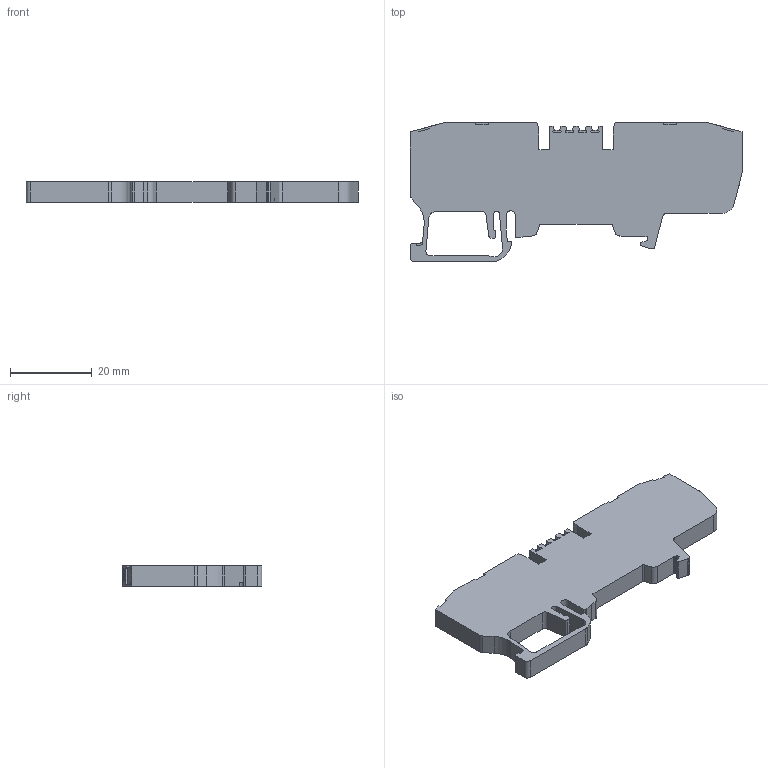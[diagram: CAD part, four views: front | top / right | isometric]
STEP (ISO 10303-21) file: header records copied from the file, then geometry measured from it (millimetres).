
FILE_DESCRIPTION (( 'STEP AP214' ), '1' );
FILE_NAME ('326100_YBK 2,5 C_Beige.STP', '2013-11-13T15:25:03', ( 'arge' ), ( 'Microsoft' ), 'SwSTEP 2.0', 'SolidWorks 2013', '' );
FILE_SCHEMA (( 'AUTOMOTIVE_DESIGN' ));
Length unit declared in the file: millimetre
Products named in the file (1): 326100_YBK 2,5 C_Beige
Bounding box: 81.4 x 34.2 x 5 mm (x, y, z)
Volume: 9616.7 mm3; surface area: 5753.3 mm2
Topology: 1 solids, 1 shells, 254 faces, 712 edges, 468 vertices
Faces by surface type: plane 164, cylinder 74, cone 8, bspline 4, torus 4
Entity records: 8418 total; most frequent: CARTESIAN_POINT 1807, ORIENTED_EDGE 1424, DIRECTION 1322, EDGE_CURVE 712, VECTOR 540, LINE 540, VERTEX_POINT 468, AXIS2_PLACEMENT_3D 391
